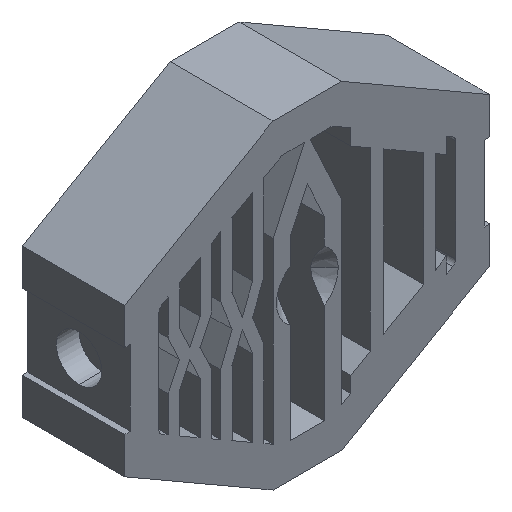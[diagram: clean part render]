
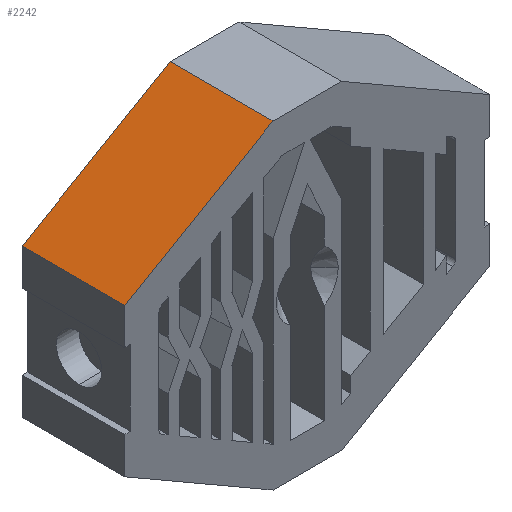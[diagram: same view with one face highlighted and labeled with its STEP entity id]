
A CAD part, isometric view. The second image highlights one B-rep face of the part: STEP entity #2242.
In plain terms, the highlighted planar face has unit normal (-0.5, 0, 0.866).
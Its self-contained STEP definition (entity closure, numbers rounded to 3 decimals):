
#43 = CARTESIAN_POINT ( 'NONE',  ( -16., 4.5, 6.5 ) ) ;
#127 = VECTOR ( 'NONE', #1306, 1000. ) ;
#576 = DIRECTION ( 'NONE',  ( 0.866, 0., 0.5 ) ) ;
#780 = VECTOR ( 'NONE', #832, 1000. ) ;
#811 = EDGE_CURVE ( 'NONE', #3211, #1042, #2700, .T. ) ;
#832 = DIRECTION ( 'NONE',  ( 0., -1., 0. ) ) ;
#887 = ORIENTED_EDGE ( 'NONE', *, *, #811, .F. ) ;
#939 = ORIENTED_EDGE ( 'NONE', *, *, #2371, .T. ) ;
#1003 = FACE_OUTER_BOUND ( 'NONE', #1443, .T. ) ;
#1042 = VERTEX_POINT ( 'NONE', #1818 ) ;
#1176 = VECTOR ( 'NONE', #1945, 1000. ) ;
#1306 = DIRECTION ( 'NONE',  ( 0.866, 0., 0.5 ) ) ;
#1313 = EDGE_CURVE ( 'NONE', #3211, #3582, #1706, .T. ) ;
#1443 = EDGE_LOOP ( 'NONE', ( #939, #1802, #887, #2403 ) ) ;
#1625 = DIRECTION ( 'NONE',  ( 0.5, 0., -0.866 ) ) ;
#1638 = AXIS2_PLACEMENT_3D ( 'NONE', #3192, #1625, #2990 ) ;
#1706 = LINE ( 'NONE', #2809, #780 ) ;
#1731 = CARTESIAN_POINT ( 'NONE',  ( -3.01, -4.5, 14. ) ) ;
#1802 = ORIENTED_EDGE ( 'NONE', *, *, #2571, .F. ) ;
#1818 = CARTESIAN_POINT ( 'NONE',  ( -3.01, 4.5, 14. ) ) ;
#1945 = DIRECTION ( 'NONE',  ( 0., -1., 0. ) ) ;
#2188 = LINE ( 'NONE', #2488, #1176 ) ;
#2242 = ADVANCED_FACE ( 'NONE', ( #1003 ), #2671, .F. ) ;
#2245 = LINE ( 'NONE', #2764, #2512 ) ;
#2371 = EDGE_CURVE ( 'NONE', #3582, #3145, #2245, .T. ) ;
#2403 = ORIENTED_EDGE ( 'NONE', *, *, #1313, .T. ) ;
#2488 = CARTESIAN_POINT ( 'NONE',  ( -3.01, 4.5, 14. ) ) ;
#2512 = VECTOR ( 'NONE', #576, 1000. ) ;
#2571 = EDGE_CURVE ( 'NONE', #1042, #3145, #2188, .T. ) ;
#2671 = PLANE ( 'NONE',  #1638 ) ;
#2675 = CARTESIAN_POINT ( 'NONE',  ( -16., 4.5, 6.5 ) ) ;
#2700 = LINE ( 'NONE', #2675, #127 ) ;
#2764 = CARTESIAN_POINT ( 'NONE',  ( -16., -4.5, 6.5 ) ) ;
#2809 = CARTESIAN_POINT ( 'NONE',  ( -16., 4.5, 6.5 ) ) ;
#2990 = DIRECTION ( 'NONE',  ( -0.866, 0., -0.5 ) ) ;
#3145 = VERTEX_POINT ( 'NONE', #1731 ) ;
#3192 = CARTESIAN_POINT ( 'NONE',  ( -16., 4.5, 6.5 ) ) ;
#3211 = VERTEX_POINT ( 'NONE', #43 ) ;
#3444 = CARTESIAN_POINT ( 'NONE',  ( -16., -4.5, 6.5 ) ) ;
#3582 = VERTEX_POINT ( 'NONE', #3444 ) ;
